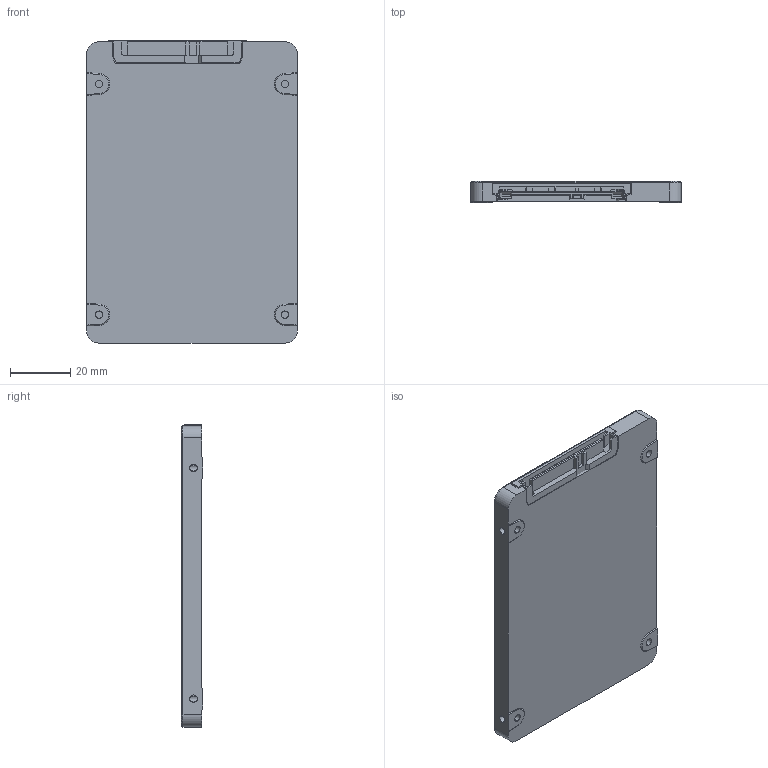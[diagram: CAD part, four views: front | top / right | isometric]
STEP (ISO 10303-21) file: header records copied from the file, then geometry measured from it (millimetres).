
FILE_DESCRIPTION (( 'STEP AP214' ), '1' );
FILE_NAME ('Standard 520 model.STEP', '2017-04-16T06:16:27', ( '' ), ( '' ), 'SwSTEP 2.0', 'SolidWorks 2017', '' );
FILE_SCHEMA (( 'AUTOMOTIVE_DESIGN' ));
Length unit declared in the file: millimetre
Products named in the file (1): Standard 520 model
Bounding box: 69.85 x 7 x 100.3 mm (x, y, z)
Volume: 45739.1 mm3; surface area: 18663 mm2
Topology: 2 solids, 2 shells, 282 faces, 745 edges, 464 vertices
Faces by surface type: plane 232, cylinder 40, cone 4, torus 4, bspline 2
Entity records: 11740 total; most frequent: CARTESIAN_POINT 1681, ORIENTED_EDGE 1490, DIRECTION 1342, EDGE_CURVE 745, LINE 648, VECTOR 648, VERTEX_POINT 464, AXIS2_PLACEMENT_3D 347
